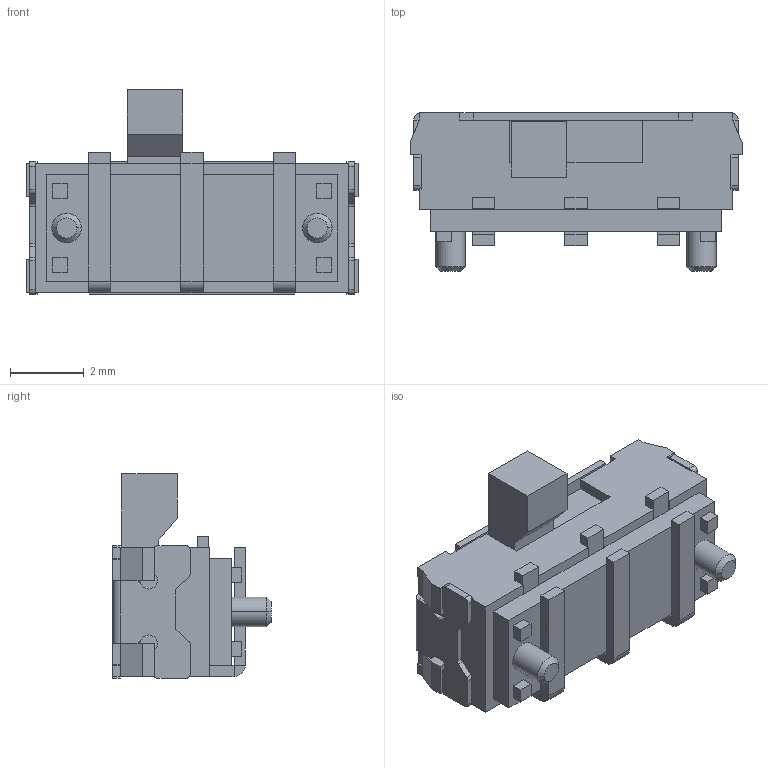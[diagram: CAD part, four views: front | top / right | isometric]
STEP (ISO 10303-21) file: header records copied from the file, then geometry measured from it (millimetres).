
FILE_DESCRIPTION((''),'2;1');
FILE_NAME('JS102011JAQN_SW0001_PRT','2016-06-29T',('jtrepler'),(''),'PRO/ENGINEER BY PARAMETRIC TECHNOLOGY CORPORATION, 2011410','PRO/ENGINEER BY PARAMETRIC TECHNOLOGY CORPORATION, 2011410','');
FILE_SCHEMA(('AUTOMOTIVE_DESIGN_CC2 { 1 2 10303 214 -1 1 5 2 }'));
Length unit declared in the file: inch
Products named in the file (1): JS102011JAQN_SW0001_PRT
Bounding box: 9 x 4.3 x 5.55 mm (x, y, z)
Volume: 100.4 mm3; surface area: 201.2 mm2
Topology: 1 solids, 1 shells, 308 faces, 809 edges, 518 vertices
Faces by surface type: plane 211, extrusion 47, cylinder 46, cone 4
Entity records: 9794 total; most frequent: CARTESIAN_POINT 2279, ORIENTED_EDGE 1618, DIRECTION 1381, EDGE_CURVE 809, VECTOR 659, LINE 612, VERTEX_POINT 518, AXIS2_PLACEMENT_3D 361
